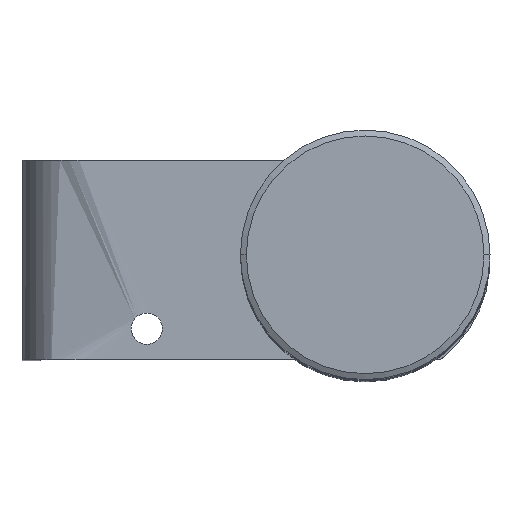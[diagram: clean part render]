
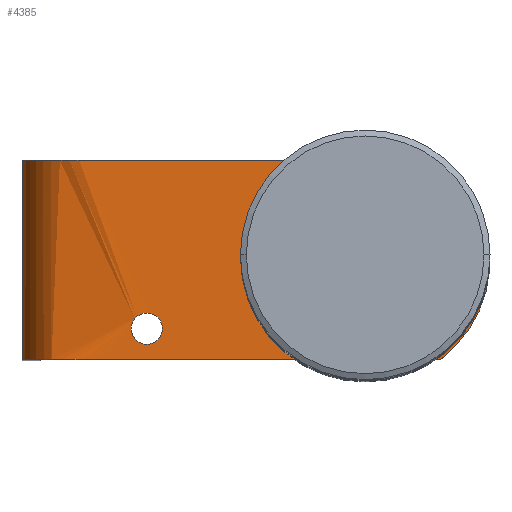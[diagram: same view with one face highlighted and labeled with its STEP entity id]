
A CAD part, top view. The second image highlights one B-rep face of the part: STEP entity #4385.
In plain terms, the highlighted free-form (B-spline) face has degree [1, 2] with [2, 9] control points.
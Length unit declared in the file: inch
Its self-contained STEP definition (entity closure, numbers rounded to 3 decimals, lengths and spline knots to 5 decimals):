
#43 = CARTESIAN_POINT ( 'NONE',  ( 2.98476, 0.62992, 1.9685 ) ) ;
#71 = CARTESIAN_POINT ( 'NONE',  ( 0.43307, -0.62992, 1.9685 ) ) ;
#156 = CARTESIAN_POINT ( 'NONE',  ( 0., 0.62992, 1.9685 ) ) ;
#236 = CARTESIAN_POINT ( 'NONE',  ( 2.96876, -0.62992, 1.9685 ) ) ;
#384 = DIRECTION ( 'NONE',  ( 0., 0., -1. ) ) ;
#597 = DIRECTION ( 'NONE',  ( 0., 0., -1. ) ) ;
#605 = VERTEX_POINT ( 'NONE', #4966 ) ;
#626 = CARTESIAN_POINT ( 'NONE',  ( 2.6378, 0.62992, 1.9685 ) ) ;
#676 = CARTESIAN_POINT ( 'NONE',  ( 2.6378, -0.62992, 1.9685 ) ) ;
#806 = FACE_BOUND ( 'NONE', #5380, .T. ) ;
#809 = DIRECTION ( 'NONE',  ( 0., 1., 0. ) ) ;
#875 = CARTESIAN_POINT ( 'NONE',  ( 0.7874, -0.43307, 1.9685 ) ) ;
#919 = ORIENTED_EDGE ( 'NONE', *, *, #2265, .F. ) ;
#957 = EDGE_CURVE ( 'NONE', #605, #1082, #2612, .T. ) ;
#997 = CARTESIAN_POINT ( 'NONE',  ( 0., 0.62992, 1.53543 ) ) ;
#1006 = VERTEX_POINT ( 'NONE', #5810 ) ;
#1008 = ORIENTED_EDGE ( 'NONE', *, *, #4827, .T. ) ;
#1063 = ORIENTED_EDGE ( 'NONE', *, *, #3882, .T. ) ;
#1082 = VERTEX_POINT ( 'NONE', #6315 ) ;
#1189 = DIRECTION ( 'NONE',  ( -1., 0., 0. ) ) ;
#1263 = CARTESIAN_POINT ( 'NONE',  ( 0., -0.62992, 1.53543 ) ) ;
#1264 = VERTEX_POINT ( 'NONE', #6496 ) ;
#1296 = EDGE_LOOP ( 'NONE', ( #919, #6023, #2282, #2629 ) ) ;
#1423 = DIRECTION ( 'NONE',  ( 0., 0., -1. ) ) ;
#1498 = DIRECTION ( 'NONE',  ( -1., 0., 0. ) ) ;
#1607 = EDGE_CURVE ( 'NONE', #3618, #6166, #3365, .T. ) ;
#1693 = EDGE_CURVE ( 'NONE', #1082, #3877, #5456, .T. ) ;
#1758 = CARTESIAN_POINT ( 'NONE',  ( 1.53543, 0.62992, 1.9685 ) ) ;
#1834 = CARTESIAN_POINT ( 'NONE',  ( 2.95276, 0.62992, 1.9685 ) ) ;
#1915 = CARTESIAN_POINT ( 'NONE',  ( 1.53543, 0.62992, 1.9685 ) ) ;
#2034 = DIRECTION ( 'NONE',  ( -1., 0., 0. ) ) ;
#2041 = CARTESIAN_POINT ( 'NONE',  ( 2.79528, -0.62992, 1.9685 ) ) ;
#2069 = VECTOR ( 'NONE', #809, 39.37008 ) ;
#2265 = EDGE_CURVE ( 'NONE', #2347, #605, #4584, .T. ) ;
#2282 = ORIENTED_EDGE ( 'NONE', *, *, #1693, .F. ) ;
#2347 = VERTEX_POINT ( 'NONE', #6436 ) ;
#2444 =( BOUNDED_SURFACE ( )  B_SPLINE_SURFACE ( 1, 2, ( 
 ( #2501, #156, #3102, #1915, #626, #6081, #1834, #3654, #43 ),
 ( #4250, #7257, #71, #4280, #6684, #2041, #3240, #236, #3182 ) ),
 .UNSPECIFIED., .F., .F., .F. ) 
 B_SPLINE_SURFACE_WITH_KNOTS ( ( 2, 2 ),
 ( 3, 2, 2, 2, 3 ),
 ( 0., 32. ),
 ( -17.27876, 0., 56., 64., 64.81279 ),
 .UNSPECIFIED. ) 
 GEOMETRIC_REPRESENTATION_ITEM ( )  RATIONAL_B_SPLINE_SURFACE ( (
 ( 1., 0.707, 1., 1., 1., 1., 1., 1., 1.),
 ( 1., 0.707, 1., 1., 1., 1., 1., 1., 1.) ) ) 
 REPRESENTATION_ITEM ( '' )  SURFACE ( )  );
#2501 = CARTESIAN_POINT ( 'NONE',  ( 0., 0.62992, 1.53543 ) ) ;
#2602 = FACE_BOUND ( 'NONE', #6754, .T. ) ;
#2612 =( BOUNDED_CURVE ( )  B_SPLINE_CURVE ( 2, ( #676, #4880, #5502, #4852, #1263 ),
 .UNSPECIFIED., .F., .F. ) 
 B_SPLINE_CURVE_WITH_KNOTS ( ( 3, 2, 3 ),
 ( 0., 0.05581, 0.07303 ),
 .UNSPECIFIED. ) 
 CURVE ( )  GEOMETRIC_REPRESENTATION_ITEM ( )  RATIONAL_B_SPLINE_CURVE ( ( 1., 1., 1., 0.707, 1. ) ) 
 REPRESENTATION_ITEM ( '' )  );
#2629 = ORIENTED_EDGE ( 'NONE', *, *, #957, .F. ) ;
#2658 = CARTESIAN_POINT ( 'NONE',  ( 2.16535, 0., 1.9685 ) ) ;
#2731 = DIRECTION ( 'NONE',  ( 0., 0., -1. ) ) ;
#2756 = EDGE_CURVE ( 'NONE', #1006, #1264, #5507, .T. ) ;
#2863 = AXIS2_PLACEMENT_3D ( 'NONE', #2658, #2731, #1498 ) ;
#2948 = CARTESIAN_POINT ( 'NONE',  ( 0., 0.62992, 1.9685 ) ) ;
#3041 = DIRECTION ( 'NONE',  ( 0., 0., -1. ) ) ;
#3102 = CARTESIAN_POINT ( 'NONE',  ( 0.43307, 0.62992, 1.9685 ) ) ;
#3182 = CARTESIAN_POINT ( 'NONE',  ( 2.98476, -0.62992, 1.9685 ) ) ;
#3240 = CARTESIAN_POINT ( 'NONE',  ( 2.95276, -0.62992, 1.9685 ) ) ;
#3365 = CIRCLE ( 'NONE', #6294, 0.09843 ) ;
#3499 = AXIS2_PLACEMENT_3D ( 'NONE', #875, #1423, #2034 ) ;
#3618 = VERTEX_POINT ( 'NONE', #4599 ) ;
#3654 = CARTESIAN_POINT ( 'NONE',  ( 2.96876, 0.62992, 1.9685 ) ) ;
#3705 = CARTESIAN_POINT ( 'NONE',  ( 0., 0.62992, 1.53543 ) ) ;
#3754 = CIRCLE ( 'NONE', #3499, 0.09843 ) ;
#3825 = AXIS2_PLACEMENT_3D ( 'NONE', #5428, #597, #1189 ) ;
#3877 = VERTEX_POINT ( 'NONE', #4399 ) ;
#3882 = EDGE_CURVE ( 'NONE', #6166, #3618, #3754, .T. ) ;
#4222 = CARTESIAN_POINT ( 'NONE',  ( 0.7874, -0.43307, 1.9685 ) ) ;
#4250 = CARTESIAN_POINT ( 'NONE',  ( 0., -0.62992, 1.53543 ) ) ;
#4280 = CARTESIAN_POINT ( 'NONE',  ( 1.53543, -0.62992, 1.9685 ) ) ;
#4385 = ADVANCED_FACE ( 'NONE', ( #5402, #2602, #806 ), #2444, .T. ) ;
#4399 = CARTESIAN_POINT ( 'NONE',  ( 0., 0.62992, 1.53543 ) ) ;
#4410 = ORIENTED_EDGE ( 'NONE', *, *, #2756, .T. ) ;
#4584 = CIRCLE ( 'NONE', #7068, 0.7874 ) ;
#4599 = CARTESIAN_POINT ( 'NONE',  ( 0.68898, -0.43307, 1.9685 ) ) ;
#4682 =( BOUNDED_CURVE ( )  B_SPLINE_CURVE ( 2, ( #997, #2948, #7735, #1758, #6584 ),
 .UNSPECIFIED., .F., .F. ) 
 B_SPLINE_CURVE_WITH_KNOTS ( ( 3, 2, 3 ),
 ( 0., 0.01734, 0.07353 ),
 .UNSPECIFIED. ) 
 CURVE ( )  GEOMETRIC_REPRESENTATION_ITEM ( )  RATIONAL_B_SPLINE_CURVE ( ( 1., 0.707, 1., 1., 1. ) ) 
 REPRESENTATION_ITEM ( '' )  );
#4827 = EDGE_CURVE ( 'NONE', #1264, #1006, #7115, .T. ) ;
#4852 = CARTESIAN_POINT ( 'NONE',  ( 0., -0.62992, 1.9685 ) ) ;
#4880 = CARTESIAN_POINT ( 'NONE',  ( 1.53543, -0.62992, 1.9685 ) ) ;
#4966 = CARTESIAN_POINT ( 'NONE',  ( 2.6378, -0.62992, 1.9685 ) ) ;
#5098 = ORIENTED_EDGE ( 'NONE', *, *, #1607, .T. ) ;
#5380 = EDGE_LOOP ( 'NONE', ( #4410, #1008 ) ) ;
#5402 = FACE_OUTER_BOUND ( 'NONE', #1296, .T. ) ;
#5428 = CARTESIAN_POINT ( 'NONE',  ( 2.16535, 0., 1.9685 ) ) ;
#5456 = LINE ( 'NONE', #3705, #2069 ) ;
#5502 = CARTESIAN_POINT ( 'NONE',  ( 0.43307, -0.62992, 1.9685 ) ) ;
#5507 = CIRCLE ( 'NONE', #2863, 0.44291 ) ;
#5699 = CARTESIAN_POINT ( 'NONE',  ( 2.16535, 0., 1.9685 ) ) ;
#5810 = CARTESIAN_POINT ( 'NONE',  ( 1.72244, 0., 1.9685 ) ) ;
#5851 = CARTESIAN_POINT ( 'NONE',  ( 0.88583, -0.43307, 1.9685 ) ) ;
#6023 = ORIENTED_EDGE ( 'NONE', *, *, #6321, .F. ) ;
#6081 = CARTESIAN_POINT ( 'NONE',  ( 2.79528, 0.62992, 1.9685 ) ) ;
#6166 = VERTEX_POINT ( 'NONE', #5851 ) ;
#6294 = AXIS2_PLACEMENT_3D ( 'NONE', #4222, #3041, #7232 ) ;
#6315 = CARTESIAN_POINT ( 'NONE',  ( 0., -0.62992, 1.53543 ) ) ;
#6321 = EDGE_CURVE ( 'NONE', #3877, #2347, #4682, .T. ) ;
#6436 = CARTESIAN_POINT ( 'NONE',  ( 2.6378, 0.62992, 1.9685 ) ) ;
#6496 = CARTESIAN_POINT ( 'NONE',  ( 2.60827, 0., 1.9685 ) ) ;
#6584 = CARTESIAN_POINT ( 'NONE',  ( 2.6378, 0.62992, 1.9685 ) ) ;
#6684 = CARTESIAN_POINT ( 'NONE',  ( 2.6378, -0.62992, 1.9685 ) ) ;
#6754 = EDGE_LOOP ( 'NONE', ( #5098, #1063 ) ) ;
#7068 = AXIS2_PLACEMENT_3D ( 'NONE', #5699, #384, #7609 ) ;
#7115 = CIRCLE ( 'NONE', #3825, 0.44291 ) ;
#7232 = DIRECTION ( 'NONE',  ( -1., 0., 0. ) ) ;
#7257 = CARTESIAN_POINT ( 'NONE',  ( 0., -0.62992, 1.9685 ) ) ;
#7609 = DIRECTION ( 'NONE',  ( -1., 0., 0. ) ) ;
#7735 = CARTESIAN_POINT ( 'NONE',  ( 0.43307, 0.62992, 1.9685 ) ) ;
